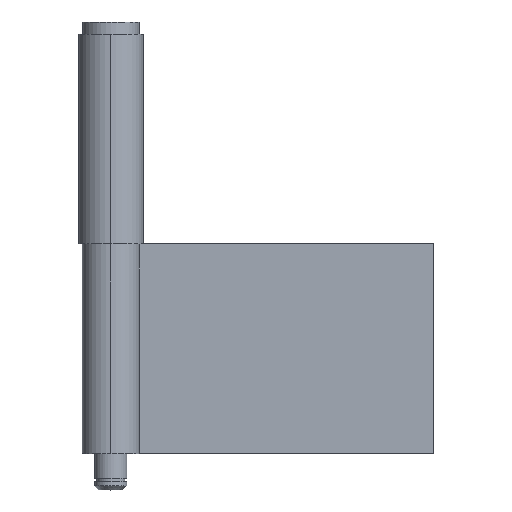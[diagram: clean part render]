
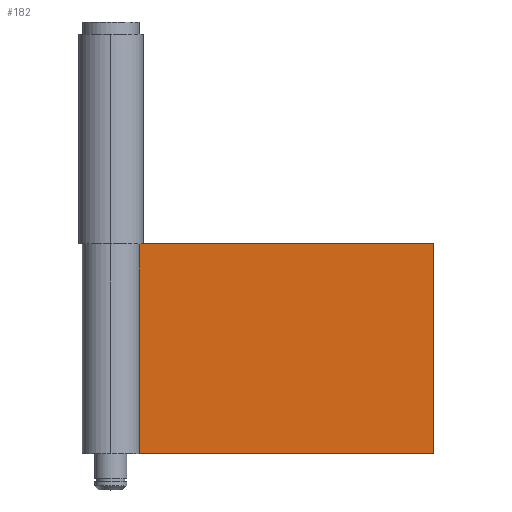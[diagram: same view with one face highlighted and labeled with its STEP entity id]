
A CAD part, top view. The second image highlights one B-rep face of the part: STEP entity #182.
In plain terms, the highlighted planar face has unit normal (0, 0, 1).
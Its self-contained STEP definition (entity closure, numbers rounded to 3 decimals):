
#34 = VERTEX_POINT ( 'NONE', #571 ) ;
#54 = EDGE_CURVE ( 'NONE', #878, #537, #967, .T. ) ;
#96 = DIRECTION ( 'NONE',  ( 1., 0., 0. ) ) ;
#101 = CARTESIAN_POINT ( 'NONE',  ( 7.1, 52., 0. ) ) ;
#125 = VECTOR ( 'NONE', #472, 1000. ) ;
#182 = ADVANCED_FACE ( 'NONE', ( #828 ), #420, .F. ) ;
#189 = LINE ( 'NONE', #879, #718 ) ;
#245 = CARTESIAN_POINT ( 'NONE',  ( 7.1, 0., 0. ) ) ;
#259 = CARTESIAN_POINT ( 'NONE',  ( 7.1, 52., 0. ) ) ;
#306 = EDGE_CURVE ( 'NONE', #537, #754, #686, .T. ) ;
#320 = CARTESIAN_POINT ( 'NONE',  ( 80., 52., 0. ) ) ;
#420 = PLANE ( 'NONE',  #612 ) ;
#464 = EDGE_LOOP ( 'NONE', ( #634, #610, #633, #1016 ) ) ;
#472 = DIRECTION ( 'NONE',  ( 0., -1., 0. ) ) ;
#537 = VERTEX_POINT ( 'NONE', #245 ) ;
#571 = CARTESIAN_POINT ( 'NONE',  ( 80., 52., 0. ) ) ;
#610 = ORIENTED_EDGE ( 'NONE', *, *, #1069, .F. ) ;
#612 = AXIS2_PLACEMENT_3D ( 'NONE', #814, #1136, #616 ) ;
#614 = VECTOR ( 'NONE', #1100, 1000. ) ;
#616 = DIRECTION ( 'NONE',  ( -1., 0., 0. ) ) ;
#633 = ORIENTED_EDGE ( 'NONE', *, *, #764, .F. ) ;
#634 = ORIENTED_EDGE ( 'NONE', *, *, #306, .T. ) ;
#686 = LINE ( 'NONE', #886, #1248 ) ;
#718 = VECTOR ( 'NONE', #775, 1000. ) ;
#754 = VERTEX_POINT ( 'NONE', #1178 ) ;
#764 = EDGE_CURVE ( 'NONE', #878, #34, #783, .T. ) ;
#775 = DIRECTION ( 'NONE',  ( 0., -1., 0. ) ) ;
#783 = LINE ( 'NONE', #320, #614 ) ;
#814 = CARTESIAN_POINT ( 'NONE',  ( 80., 52., 0. ) ) ;
#828 = FACE_OUTER_BOUND ( 'NONE', #464, .T. ) ;
#878 = VERTEX_POINT ( 'NONE', #259 ) ;
#879 = CARTESIAN_POINT ( 'NONE',  ( 80., 52., 0. ) ) ;
#886 = CARTESIAN_POINT ( 'NONE',  ( 80., 0., 0. ) ) ;
#967 = LINE ( 'NONE', #101, #125 ) ;
#1016 = ORIENTED_EDGE ( 'NONE', *, *, #54, .T. ) ;
#1069 = EDGE_CURVE ( 'NONE', #34, #754, #189, .T. ) ;
#1100 = DIRECTION ( 'NONE',  ( 1., 0., 0. ) ) ;
#1136 = DIRECTION ( 'NONE',  ( 0., 0., -1. ) ) ;
#1178 = CARTESIAN_POINT ( 'NONE',  ( 80., 0., 0. ) ) ;
#1248 = VECTOR ( 'NONE', #96, 1000. ) ;
